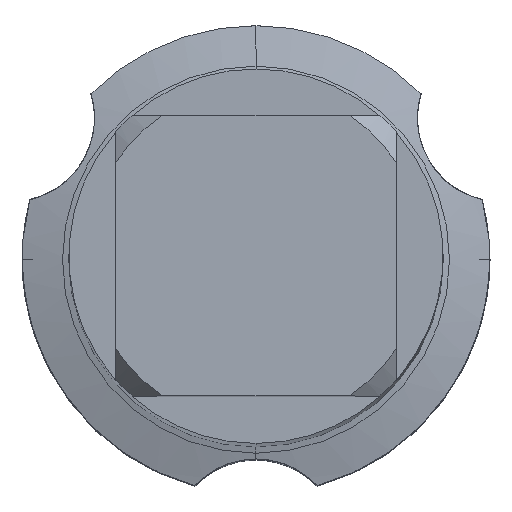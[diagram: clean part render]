
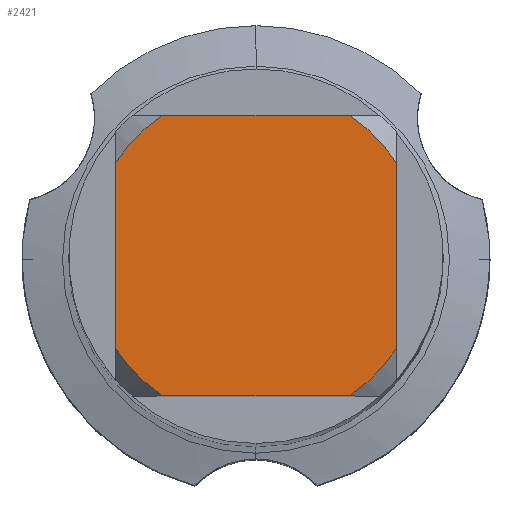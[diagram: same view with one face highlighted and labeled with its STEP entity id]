
A CAD part, top view. The second image highlights one B-rep face of the part: STEP entity #2421.
In plain terms, the highlighted planar face has unit normal (0, 0, 1).
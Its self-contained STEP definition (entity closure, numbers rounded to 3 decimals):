
#2421=ADVANCED_FACE('',(#6652),#6653,.T.);
#2627=EDGE_CURVE('',#2803,#3109,#6878,.T.);
#2803=VERTEX_POINT('',#7065);
#2841=EDGE_CURVE('',#6149,#5247,#7107,.T.);
#3109=VERTEX_POINT('',#7403);
#3493=EDGE_CURVE('',#4025,#5849,#7822,.T.);
#3853=EDGE_CURVE('',#5367,#5841,#8222,.T.);
#4025=VERTEX_POINT('',#8408);
#4843=EDGE_CURVE('',#2803,#5849,#9306,.T.);
#4949=EDGE_CURVE('',#4025,#5247,#9423,.T.);
#5247=VERTEX_POINT('',#9748);
#5367=VERTEX_POINT('',#9877);
#5805=EDGE_CURVE('',#6149,#5841,#10355,.T.);
#5841=VERTEX_POINT('',#10393);
#5845=EDGE_CURVE('',#5367,#3109,#10397,.T.);
#5849=VERTEX_POINT('',#10401);
#6149=VERTEX_POINT('',#10722);
#6652=FACE_OUTER_BOUND('',#11450,.T.);
#6653=PLANE('',#11451);
#6878=LINE('',#11850,#11851);
#7065=CARTESIAN_POINT('',(6.0,-3.98,0.0));
#7107=LINE('',#12293,#12294);
#7403=CARTESIAN_POINT('',(6.0,3.98,0.0));
#7822=LINE('',#13582,#13583);
#8222=LINE('',#14240,#14241);
#8408=CARTESIAN_POINT('',(-3.98,-6.0,0.0));
#9306=CIRCLE('',#16163,7.2);
#9423=CIRCLE('',#16346,7.2);
#9748=CARTESIAN_POINT('',(-6.0,-3.98,0.0));
#9877=CARTESIAN_POINT('',(3.98,6.0,0.0));
#10355=CIRCLE('',#17948,7.2);
#10393=CARTESIAN_POINT('',(-3.98,6.0,0.0));
#10397=CIRCLE('',#18022,7.2);
#10401=CARTESIAN_POINT('',(3.98,-6.0,0.0));
#10722=CARTESIAN_POINT('',(-6.0,3.98,0.0));
#11450=EDGE_LOOP('',(#19214,#19215,#19216,#19217,#19218,#19219,#19220,#19221));
#11451=AXIS2_PLACEMENT_3D('',#19222,#19223,#19224);
#11850=CARTESIAN_POINT('',(6.0,1.8,0.0));
#11851=VECTOR('',#19448,1.0);
#12293=CARTESIAN_POINT('',(-6.0,1.8,0.0));
#12294=VECTOR('',#19662,1.0);
#13582=CARTESIAN_POINT('',(0.0,-6.0,0.0));
#13583=VECTOR('',#20699,1.0);
#14240=CARTESIAN_POINT('',(0.0,6.0,0.0));
#14241=VECTOR('',#21167,1.0);
#16163=AXIS2_PLACEMENT_3D('',#22450,#22451,#22452);
#16346=AXIS2_PLACEMENT_3D('',#22593,#22594,#22595);
#17948=AXIS2_PLACEMENT_3D('',#23600,#23601,#23602);
#18022=AXIS2_PLACEMENT_3D('',#23635,#23636,#23637);
#19214=ORIENTED_EDGE('',*,*,#2841,.T.);
#19215=ORIENTED_EDGE('',*,*,#4949,.F.);
#19216=ORIENTED_EDGE('',*,*,#3493,.T.);
#19217=ORIENTED_EDGE('',*,*,#4843,.F.);
#19218=ORIENTED_EDGE('',*,*,#2627,.T.);
#19219=ORIENTED_EDGE('',*,*,#5845,.F.);
#19220=ORIENTED_EDGE('',*,*,#3853,.T.);
#19221=ORIENTED_EDGE('',*,*,#5805,.F.);
#19222=CARTESIAN_POINT('',(0.0,3.6,0.0));
#19223=DIRECTION('',(-0.0,0.0,1.0));
#19224=DIRECTION('',(0.0,-1.0,0.0));
#19448=DIRECTION('',(-0.0,1.0,0.0));
#19662=DIRECTION('',(-0.0,-1.0,0.0));
#20699=DIRECTION('',(1.0,0.0,0.0));
#21167=DIRECTION('',(-1.0,0.0,0.0));
#22450=CARTESIAN_POINT('',(0.0,0.0,0.0));
#22451=DIRECTION('',(0.0,0.0,-1.0));
#22452=DIRECTION('',(0.0,1.0,0.0));
#22593=CARTESIAN_POINT('',(0.0,0.0,0.0));
#22594=DIRECTION('',(0.0,0.0,-1.0));
#22595=DIRECTION('',(0.0,1.0,0.0));
#23600=CARTESIAN_POINT('',(0.0,0.0,0.0));
#23601=DIRECTION('',(0.0,0.0,-1.0));
#23602=DIRECTION('',(0.0,1.0,0.0));
#23635=CARTESIAN_POINT('',(0.0,0.0,0.0));
#23636=DIRECTION('',(0.0,0.0,-1.0));
#23637=DIRECTION('',(0.0,1.0,0.0));
